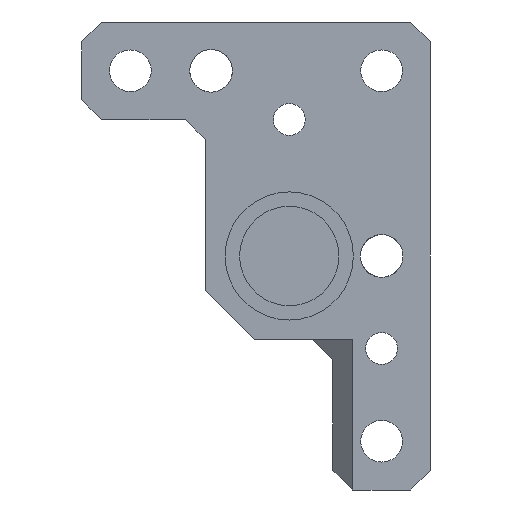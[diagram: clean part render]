
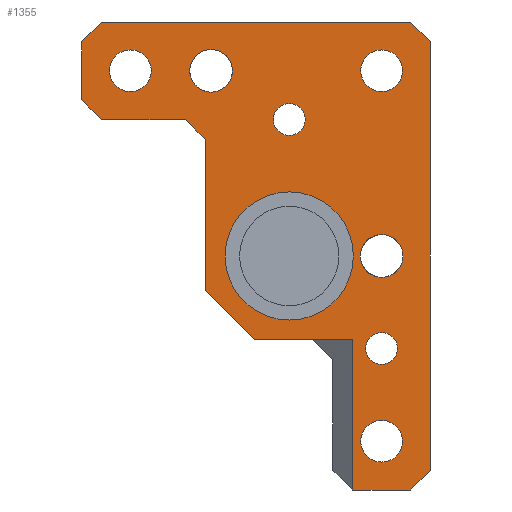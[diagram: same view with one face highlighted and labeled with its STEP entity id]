
A CAD part, left-side view. The second image highlights one B-rep face of the part: STEP entity #1355.
In plain terms, the highlighted planar face has unit normal (-1, 0, 0).
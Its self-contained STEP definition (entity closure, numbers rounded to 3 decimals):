
#28=FACE_BOUND('',#206,.T.);
#29=FACE_BOUND('',#207,.T.);
#30=FACE_BOUND('',#208,.T.);
#31=FACE_BOUND('',#209,.T.);
#32=FACE_BOUND('',#210,.T.);
#33=FACE_BOUND('',#211,.T.);
#34=FACE_BOUND('',#212,.T.);
#35=FACE_BOUND('',#213,.T.);
#67=PLANE('',#1455);
#124=FACE_OUTER_BOUND('',#205,.T.);
#205=EDGE_LOOP('',(#1030,#1031,#1032,#1033,#1034,#1035,#1036,#1037,#1038,
#1039,#1040,#1041,#1042,#1043));
#206=EDGE_LOOP('',(#1044));
#207=EDGE_LOOP('',(#1045));
#208=EDGE_LOOP('',(#1046));
#209=EDGE_LOOP('',(#1047));
#210=EDGE_LOOP('',(#1048));
#211=EDGE_LOOP('',(#1049));
#212=EDGE_LOOP('',(#1050));
#213=EDGE_LOOP('',(#1051));
#324=LINE('',#2065,#461);
#328=LINE('',#2073,#465);
#329=LINE('',#2075,#466);
#330=LINE('',#2077,#467);
#331=LINE('',#2079,#468);
#332=LINE('',#2081,#469);
#333=LINE('',#2083,#470);
#334=LINE('',#2085,#471);
#335=LINE('',#2087,#472);
#336=LINE('',#2089,#473);
#337=LINE('',#2091,#474);
#338=LINE('',#2093,#475);
#339=LINE('',#2095,#476);
#340=LINE('',#2096,#477);
#461=VECTOR('',#1658,10.);
#465=VECTOR('',#1664,10.);
#466=VECTOR('',#1665,10.);
#467=VECTOR('',#1666,10.);
#468=VECTOR('',#1667,10.);
#469=VECTOR('',#1668,10.);
#470=VECTOR('',#1669,10.);
#471=VECTOR('',#1670,10.);
#472=VECTOR('',#1671,10.);
#473=VECTOR('',#1672,10.);
#474=VECTOR('',#1673,10.);
#475=VECTOR('',#1674,10.);
#476=VECTOR('',#1675,10.);
#477=VECTOR('',#1676,10.);
#566=CIRCLE('',#1456,1.6);
#567=CIRCLE('',#1457,1.6);
#568=CIRCLE('',#1458,2.147);
#569=CIRCLE('',#1459,2.147);
#570=CIRCLE('',#1460,2.1);
#571=CIRCLE('',#1461,2.1);
#572=CIRCLE('',#1462,2.1);
#573=CIRCLE('',#1463,6.45);
#644=VERTEX_POINT('',#2063);
#645=VERTEX_POINT('',#2064);
#648=VERTEX_POINT('',#2072);
#649=VERTEX_POINT('',#2074);
#650=VERTEX_POINT('',#2076);
#651=VERTEX_POINT('',#2078);
#652=VERTEX_POINT('',#2080);
#653=VERTEX_POINT('',#2082);
#654=VERTEX_POINT('',#2084);
#655=VERTEX_POINT('',#2086);
#656=VERTEX_POINT('',#2088);
#657=VERTEX_POINT('',#2090);
#658=VERTEX_POINT('',#2092);
#659=VERTEX_POINT('',#2094);
#660=VERTEX_POINT('',#2097);
#661=VERTEX_POINT('',#2099);
#662=VERTEX_POINT('',#2101);
#663=VERTEX_POINT('',#2103);
#664=VERTEX_POINT('',#2105);
#665=VERTEX_POINT('',#2107);
#666=VERTEX_POINT('',#2109);
#667=VERTEX_POINT('',#2111);
#787=EDGE_CURVE('',#644,#645,#324,.T.);
#791=EDGE_CURVE('',#644,#648,#328,.T.);
#792=EDGE_CURVE('',#649,#648,#329,.T.);
#793=EDGE_CURVE('',#649,#650,#330,.T.);
#794=EDGE_CURVE('',#651,#650,#331,.T.);
#795=EDGE_CURVE('',#651,#652,#332,.T.);
#796=EDGE_CURVE('',#653,#652,#333,.T.);
#797=EDGE_CURVE('',#653,#654,#334,.T.);
#798=EDGE_CURVE('',#654,#655,#335,.T.);
#799=EDGE_CURVE('',#655,#656,#336,.T.);
#800=EDGE_CURVE('',#657,#656,#337,.T.);
#801=EDGE_CURVE('',#657,#658,#338,.T.);
#802=EDGE_CURVE('',#659,#658,#339,.T.);
#803=EDGE_CURVE('',#659,#645,#340,.T.);
#804=EDGE_CURVE('',#660,#660,#566,.T.);
#805=EDGE_CURVE('',#661,#661,#567,.T.);
#806=EDGE_CURVE('',#662,#662,#568,.T.);
#807=EDGE_CURVE('',#663,#663,#569,.T.);
#808=EDGE_CURVE('',#664,#664,#570,.T.);
#809=EDGE_CURVE('',#665,#665,#571,.T.);
#810=EDGE_CURVE('',#666,#666,#572,.T.);
#811=EDGE_CURVE('',#667,#667,#573,.T.);
#1030=ORIENTED_EDGE('',*,*,#787,.F.);
#1031=ORIENTED_EDGE('',*,*,#791,.T.);
#1032=ORIENTED_EDGE('',*,*,#792,.F.);
#1033=ORIENTED_EDGE('',*,*,#793,.T.);
#1034=ORIENTED_EDGE('',*,*,#794,.F.);
#1035=ORIENTED_EDGE('',*,*,#795,.T.);
#1036=ORIENTED_EDGE('',*,*,#796,.F.);
#1037=ORIENTED_EDGE('',*,*,#797,.T.);
#1038=ORIENTED_EDGE('',*,*,#798,.T.);
#1039=ORIENTED_EDGE('',*,*,#799,.T.);
#1040=ORIENTED_EDGE('',*,*,#800,.F.);
#1041=ORIENTED_EDGE('',*,*,#801,.T.);
#1042=ORIENTED_EDGE('',*,*,#802,.F.);
#1043=ORIENTED_EDGE('',*,*,#803,.T.);
#1044=ORIENTED_EDGE('',*,*,#804,.T.);
#1045=ORIENTED_EDGE('',*,*,#805,.T.);
#1046=ORIENTED_EDGE('',*,*,#806,.T.);
#1047=ORIENTED_EDGE('',*,*,#807,.T.);
#1048=ORIENTED_EDGE('',*,*,#808,.T.);
#1049=ORIENTED_EDGE('',*,*,#809,.T.);
#1050=ORIENTED_EDGE('',*,*,#810,.T.);
#1051=ORIENTED_EDGE('',*,*,#811,.T.);
#1355=ADVANCED_FACE('',(#124,#28,#29,#30,#31,#32,#33,#34,#35),#67,.F.);
#1455=AXIS2_PLACEMENT_3D('',#2071,#1662,#1663);
#1456=AXIS2_PLACEMENT_3D('',#2098,#1677,#1678);
#1457=AXIS2_PLACEMENT_3D('',#2100,#1679,#1680);
#1458=AXIS2_PLACEMENT_3D('',#2102,#1681,#1682);
#1459=AXIS2_PLACEMENT_3D('',#2104,#1683,#1684);
#1460=AXIS2_PLACEMENT_3D('',#2106,#1685,#1686);
#1461=AXIS2_PLACEMENT_3D('',#2108,#1687,#1688);
#1462=AXIS2_PLACEMENT_3D('',#2110,#1689,#1690);
#1463=AXIS2_PLACEMENT_3D('',#2112,#1691,#1692);
#1658=DIRECTION('',(0.,-0.707,-0.707));
#1662=DIRECTION('center_axis',(1.,0.,0.));
#1663=DIRECTION('ref_axis',(0.,0.,-1.));
#1664=DIRECTION('',(0.,1.,0.));
#1665=DIRECTION('',(0.,-0.707,0.707));
#1666=DIRECTION('',(0.,0.,-1.));
#1667=DIRECTION('',(0.,0.707,0.707));
#1668=DIRECTION('',(0.,-1.,0.));
#1669=DIRECTION('',(0.,0.707,0.707));
#1670=DIRECTION('',(0.,0.,-1.));
#1671=DIRECTION('',(0.,-0.707,-0.707));
#1672=DIRECTION('',(0.,-1.,0.));
#1673=DIRECTION('',(0.,0.,1.));
#1674=DIRECTION('',(0.,-1.,0.));
#1675=DIRECTION('',(0.,0.707,-0.707));
#1676=DIRECTION('',(0.,0.,1.));
#1677=DIRECTION('center_axis',(1.,0.,0.));
#1678=DIRECTION('ref_axis',(0.,0.,-1.));
#1679=DIRECTION('center_axis',(1.,0.,0.));
#1680=DIRECTION('ref_axis',(0.,0.,-1.));
#1681=DIRECTION('center_axis',(1.,0.,0.));
#1682=DIRECTION('ref_axis',(0.,0.,-1.));
#1683=DIRECTION('center_axis',(1.,0.,0.));
#1684=DIRECTION('ref_axis',(0.,0.,-1.));
#1685=DIRECTION('center_axis',(1.,0.,0.));
#1686=DIRECTION('ref_axis',(0.,0.,-1.));
#1687=DIRECTION('center_axis',(1.,0.,0.));
#1688=DIRECTION('ref_axis',(0.,0.,-1.));
#1689=DIRECTION('center_axis',(1.,0.,0.));
#1690=DIRECTION('ref_axis',(0.,0.,-1.));
#1691=DIRECTION('center_axis',(1.,0.,0.));
#1692=DIRECTION('ref_axis',(0.,0.,-1.));
#2063=CARTESIAN_POINT('',(-6.,-2.91,4.91));
#2064=CARTESIAN_POINT('',(-6.,-4.91,2.91));
#2065=CARTESIAN_POINT('',(-6.,-5.409,2.411));
#2071=CARTESIAN_POINT('Origin',(-6.,12.646,-18.641));
#2072=CARTESIAN_POINT('',(-6.,28.202,4.91));
#2073=CARTESIAN_POINT('',(-6.,-4.91,4.91));
#2074=CARTESIAN_POINT('',(-6.,30.202,2.91));
#2075=CARTESIAN_POINT('',(-6.,30.701,2.411));
#2076=CARTESIAN_POINT('',(-6.,30.202,-2.91));
#2077=CARTESIAN_POINT('',(-6.,30.202,4.91));
#2078=CARTESIAN_POINT('',(-6.,28.202,-4.91));
#2079=CARTESIAN_POINT('',(-6.,21.38,-11.732));
#2080=CARTESIAN_POINT('',(-6.,19.75,-4.91));
#2081=CARTESIAN_POINT('',(-6.,30.202,-4.91));
#2082=CARTESIAN_POINT('',(-6.,17.75,-6.91));
#2083=CARTESIAN_POINT('',(-6.,14.041,-10.619));
#2084=CARTESIAN_POINT('',(-6.,17.75,-22.14));
#2085=CARTESIAN_POINT('',(-6.,17.75,-4.91));
#2086=CARTESIAN_POINT('',(-6.,12.8,-27.09));
#2087=CARTESIAN_POINT('',(-6.,17.75,-22.14));
#2088=CARTESIAN_POINT('',(-6.,2.91,-27.09));
#2089=CARTESIAN_POINT('',(-6.,12.8,-27.09));
#2090=CARTESIAN_POINT('',(-6.,2.91,-42.191));
#2091=CARTESIAN_POINT('',(-6.,2.91,-11.775));
#2092=CARTESIAN_POINT('',(-6.,-2.91,-42.191));
#2093=CARTESIAN_POINT('',(-6.,-4.91,-42.191));
#2094=CARTESIAN_POINT('',(-6.,-4.91,-40.191));
#2095=CARTESIAN_POINT('',(-6.,-5.409,-39.692));
#2096=CARTESIAN_POINT('',(-6.,-4.91,4.91));
#2097=CARTESIAN_POINT('',(-6.,0.,-26.34));
#2098=CARTESIAN_POINT('Origin',(-6.,0.,-27.94));
#2099=CARTESIAN_POINT('',(-6.,9.3,-3.31));
#2100=CARTESIAN_POINT('Origin',(-6.,9.3,-4.91));
#2101=CARTESIAN_POINT('',(-6.,0.,-16.494));
#2102=CARTESIAN_POINT('Origin',(-6.,0.,-18.64));
#2103=CARTESIAN_POINT('',(-6.,17.166,2.146));
#2104=CARTESIAN_POINT('Origin',(-6.,17.166,0.));
#2105=CARTESIAN_POINT('',(-6.,25.292,2.1));
#2106=CARTESIAN_POINT('Origin',(-6.,25.292,0.));
#2107=CARTESIAN_POINT('',(-6.,0.,2.1));
#2108=CARTESIAN_POINT('Origin',(-6.,0.,0.));
#2109=CARTESIAN_POINT('',(-6.,0.,-35.181));
#2110=CARTESIAN_POINT('Origin',(-6.,0.,-37.281));
#2111=CARTESIAN_POINT('',(-6.,9.3,-12.19));
#2112=CARTESIAN_POINT('Origin',(-6.,9.3,-18.64));
